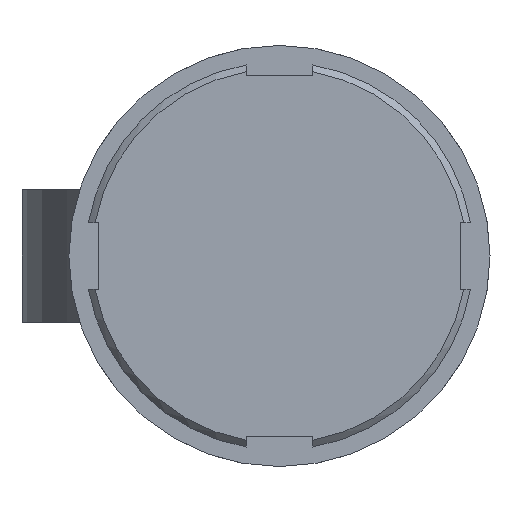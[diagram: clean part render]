
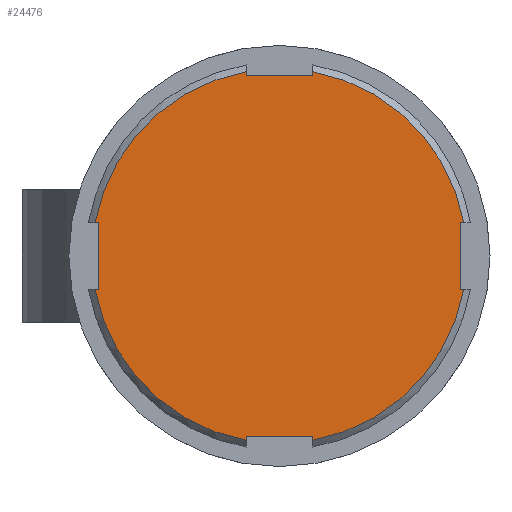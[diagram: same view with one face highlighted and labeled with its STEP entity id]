
A CAD part, left-side view. The second image highlights one B-rep face of the part: STEP entity #24476.
In plain terms, the highlighted face is planar.
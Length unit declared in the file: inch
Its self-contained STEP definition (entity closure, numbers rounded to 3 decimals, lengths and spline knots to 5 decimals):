
#233 = CARTESIAN_POINT ( 'NONE',  ( -0.05, 0., -0.422 ) ) ;
#360 = CARTESIAN_POINT ( 'NONE',  ( -0.2725, 0.05, -0.422 ) ) ;
#432 = EDGE_CURVE ( 'NONE', #2757, #6827, #4247, .T. ) ;
#497 = VERTEX_POINT ( 'NONE', #32405 ) ;
#663 = AXIS2_PLACEMENT_3D ( 'NONE', #12683, #14880, #17714 ) ;
#1610 = VERTEX_POINT ( 'NONE', #2160 ) ;
#1848 = CARTESIAN_POINT ( 'NONE',  ( 0., -0.05, -0.422 ) ) ;
#2160 = CARTESIAN_POINT ( 'NONE',  ( 0.05, -0.27804, -0.422 ) ) ;
#2180 = CIRCLE ( 'NONE', #23862, 0.2825 ) ;
#2269 = VECTOR ( 'NONE', #12934, 39.37008 ) ;
#2603 = VECTOR ( 'NONE', #4903, 39.37008 ) ;
#2757 = VERTEX_POINT ( 'NONE', #6688 ) ;
#2996 = LINE ( 'NONE', #16243, #28889 ) ;
#3079 = VECTOR ( 'NONE', #22680, 39.37008 ) ;
#3205 = EDGE_CURVE ( 'NONE', #28790, #6664, #2180, .T. ) ;
#3255 = EDGE_CURVE ( 'NONE', #6827, #497, #32007, .T. ) ;
#3272 = ORIENTED_EDGE ( 'NONE', *, *, #26860, .T. ) ;
#3301 = DIRECTION ( 'NONE',  ( 0., 0., 1. ) ) ;
#3536 = CARTESIAN_POINT ( 'NONE',  ( -0.05, -0.27804, -0.422 ) ) ;
#3735 = LINE ( 'NONE', #17973, #4917 ) ;
#3777 = VERTEX_POINT ( 'NONE', #14392 ) ;
#3929 = LINE ( 'NONE', #233, #32203 ) ;
#4123 = CARTESIAN_POINT ( 'NONE',  ( 0.2725, -0.05, -0.422 ) ) ;
#4159 = ORIENTED_EDGE ( 'NONE', *, *, #26722, .T. ) ;
#4247 = LINE ( 'NONE', #15958, #3079 ) ;
#4454 = DIRECTION ( 'NONE',  ( 0., 0., 1. ) ) ;
#4903 = DIRECTION ( 'NONE',  ( -1., 0., 0. ) ) ;
#4917 = VECTOR ( 'NONE', #15556, 39.37008 ) ;
#5440 = VERTEX_POINT ( 'NONE', #11510 ) ;
#5669 = AXIS2_PLACEMENT_3D ( 'NONE', #9740, #4454, #12228 ) ;
#6139 = ORIENTED_EDGE ( 'NONE', *, *, #28369, .T. ) ;
#6664 = VERTEX_POINT ( 'NONE', #21242 ) ;
#6688 = CARTESIAN_POINT ( 'NONE',  ( 0.27804, -0.05, -0.422 ) ) ;
#6773 = PLANE ( 'NONE',  #24308 ) ;
#6827 = VERTEX_POINT ( 'NONE', #4123 ) ;
#7076 = EDGE_CURVE ( 'NONE', #29101, #30287, #15670, .T. ) ;
#7817 = ORIENTED_EDGE ( 'NONE', *, *, #24879, .T. ) ;
#8104 = ORIENTED_EDGE ( 'NONE', *, *, #26445, .T. ) ;
#8332 = EDGE_CURVE ( 'NONE', #5440, #3777, #26870, .T. ) ;
#8611 = EDGE_CURVE ( 'NONE', #18342, #29101, #23335, .T. ) ;
#9371 = CARTESIAN_POINT ( 'NONE',  ( -0.2725, 0., -0.422 ) ) ;
#9740 = CARTESIAN_POINT ( 'NONE',  ( 0., 0., -0.422 ) ) ;
#10024 = CARTESIAN_POINT ( 'NONE',  ( 0.05, 0., -0.422 ) ) ;
#10230 = LINE ( 'NONE', #9371, #20418 ) ;
#10814 = AXIS2_PLACEMENT_3D ( 'NONE', #15795, #3301, #23497 ) ;
#11033 = ORIENTED_EDGE ( 'NONE', *, *, #3255, .T. ) ;
#11146 = CARTESIAN_POINT ( 'NONE',  ( -0.05, -0.2725, -0.422 ) ) ;
#11155 = ORIENTED_EDGE ( 'NONE', *, *, #8611, .T. ) ;
#11166 = ORIENTED_EDGE ( 'NONE', *, *, #29335, .T. ) ;
#11510 = CARTESIAN_POINT ( 'NONE',  ( 0.05, 0.2725, -0.422 ) ) ;
#11717 = DIRECTION ( 'NONE',  ( 1., 0., 0. ) ) ;
#11852 = CARTESIAN_POINT ( 'NONE',  ( -0.05, 0.27804, -0.422 ) ) ;
#12155 = VERTEX_POINT ( 'NONE', #360 ) ;
#12228 = DIRECTION ( 'NONE',  ( 1., 0., 0. ) ) ;
#12668 = DIRECTION ( 'NONE',  ( 0., -1., 0. ) ) ;
#12683 = CARTESIAN_POINT ( 'NONE',  ( 0., 0., -0.422 ) ) ;
#12934 = DIRECTION ( 'NONE',  ( 0., -1., 0. ) ) ;
#13225 = CARTESIAN_POINT ( 'NONE',  ( 0.05, -0.2725, -0.422 ) ) ;
#13438 = VECTOR ( 'NONE', #29717, 39.37008 ) ;
#13493 = VECTOR ( 'NONE', #20730, 39.37008 ) ;
#13639 = CIRCLE ( 'NONE', #5669, 0.2825 ) ;
#13723 = CARTESIAN_POINT ( 'NONE',  ( -0.2725, -0.05, -0.422 ) ) ;
#13881 = CARTESIAN_POINT ( 'NONE',  ( 0., 0., -0.422 ) ) ;
#14392 = CARTESIAN_POINT ( 'NONE',  ( -0.05, 0.2725, -0.422 ) ) ;
#14880 = DIRECTION ( 'NONE',  ( 0., 0., 1. ) ) ;
#15397 = VERTEX_POINT ( 'NONE', #19921 ) ;
#15449 = FACE_OUTER_BOUND ( 'NONE', #16073, .T. ) ;
#15486 = DIRECTION ( 'NONE',  ( 0., 1., 0. ) ) ;
#15556 = DIRECTION ( 'NONE',  ( 1., 0., 0. ) ) ;
#15587 = ORIENTED_EDGE ( 'NONE', *, *, #24180, .T. ) ;
#15670 = LINE ( 'NONE', #22661, #19234 ) ;
#15673 = ORIENTED_EDGE ( 'NONE', *, *, #7076, .T. ) ;
#15795 = CARTESIAN_POINT ( 'NONE',  ( 0., 0., -0.422 ) ) ;
#15861 = ORIENTED_EDGE ( 'NONE', *, *, #21515, .T. ) ;
#15958 = CARTESIAN_POINT ( 'NONE',  ( 0., -0.05, -0.422 ) ) ;
#16073 = EDGE_LOOP ( 'NONE', ( #6139, #15861, #28663, #23428, #15587, #25569, #7817, #11166, #28826, #11155, #15673, #4159, #3272, #8104, #20241, #11033 ) ) ;
#16243 = CARTESIAN_POINT ( 'NONE',  ( 0., -0.2725, -0.422 ) ) ;
#16631 = EDGE_CURVE ( 'NONE', #15397, #5440, #20896, .T. ) ;
#16918 = DIRECTION ( 'NONE',  ( 0., -1., 0. ) ) ;
#17003 = CIRCLE ( 'NONE', #10814, 0.2825 ) ;
#17277 = CARTESIAN_POINT ( 'NONE',  ( 0., 0.05, -0.422 ) ) ;
#17714 = DIRECTION ( 'NONE',  ( 0., -1., 0. ) ) ;
#17968 = VERTEX_POINT ( 'NONE', #13723 ) ;
#17973 = CARTESIAN_POINT ( 'NONE',  ( 0., 0.05, -0.422 ) ) ;
#18175 = CARTESIAN_POINT ( 'NONE',  ( -0.27804, -0.05, -0.422 ) ) ;
#18342 = VERTEX_POINT ( 'NONE', #18175 ) ;
#19234 = VECTOR ( 'NONE', #15486, 39.37008 ) ;
#19707 = CARTESIAN_POINT ( 'NONE',  ( 0., 0., -0.422 ) ) ;
#19899 = VERTEX_POINT ( 'NONE', #13225 ) ;
#19921 = CARTESIAN_POINT ( 'NONE',  ( 0.05, 0.27804, -0.422 ) ) ;
#20020 = CARTESIAN_POINT ( 'NONE',  ( 0.2725, 0., -0.422 ) ) ;
#20241 = ORIENTED_EDGE ( 'NONE', *, *, #432, .T. ) ;
#20418 = VECTOR ( 'NONE', #16918, 39.37008 ) ;
#20586 = DIRECTION ( 'NONE',  ( 0., 1., 0. ) ) ;
#20730 = DIRECTION ( 'NONE',  ( -1., 0., 0. ) ) ;
#20896 = LINE ( 'NONE', #32252, #13438 ) ;
#20963 = DIRECTION ( 'NONE',  ( 1., 0., 0. ) ) ;
#21242 = CARTESIAN_POINT ( 'NONE',  ( -0.27804, 0.05, -0.422 ) ) ;
#21515 = EDGE_CURVE ( 'NONE', #27949, #15397, #17003, .T. ) ;
#22545 = VECTOR ( 'NONE', #27140, 39.37008 ) ;
#22661 = CARTESIAN_POINT ( 'NONE',  ( -0.05, 0., -0.422 ) ) ;
#22680 = DIRECTION ( 'NONE',  ( -1., 0., 0. ) ) ;
#23335 = CIRCLE ( 'NONE', #663, 0.2825 ) ;
#23418 = LINE ( 'NONE', #1848, #2603 ) ;
#23428 = ORIENTED_EDGE ( 'NONE', *, *, #8332, .T. ) ;
#23497 = DIRECTION ( 'NONE',  ( 1., 0., 0. ) ) ;
#23862 = AXIS2_PLACEMENT_3D ( 'NONE', #19707, #27586, #12668 ) ;
#24180 = EDGE_CURVE ( 'NONE', #3777, #28790, #3929, .T. ) ;
#24308 = AXIS2_PLACEMENT_3D ( 'NONE', #13881, #26845, #11717 ) ;
#24476 = ADVANCED_FACE ( 'NONE', ( #15449 ), #6773, .T. ) ;
#24879 = EDGE_CURVE ( 'NONE', #6664, #12155, #31971, .T. ) ;
#25077 = DIRECTION ( 'NONE',  ( 0., 1., 0. ) ) ;
#25569 = ORIENTED_EDGE ( 'NONE', *, *, #3205, .T. ) ;
#26445 = EDGE_CURVE ( 'NONE', #1610, #2757, #13639, .T. ) ;
#26691 = CARTESIAN_POINT ( 'NONE',  ( 0.27804, 0.05, -0.422 ) ) ;
#26722 = EDGE_CURVE ( 'NONE', #30287, #19899, #2996, .T. ) ;
#26845 = DIRECTION ( 'NONE',  ( 0., 0., 1. ) ) ;
#26860 = EDGE_CURVE ( 'NONE', #19899, #1610, #29736, .T. ) ;
#26870 = LINE ( 'NONE', #28288, #13493 ) ;
#27140 = DIRECTION ( 'NONE',  ( 1., 0., 0. ) ) ;
#27286 = VECTOR ( 'NONE', #25077, 39.37008 ) ;
#27486 = EDGE_CURVE ( 'NONE', #17968, #18342, #23418, .T. ) ;
#27586 = DIRECTION ( 'NONE',  ( 0., 0., 1. ) ) ;
#27949 = VERTEX_POINT ( 'NONE', #26691 ) ;
#28288 = CARTESIAN_POINT ( 'NONE',  ( 0., 0.2725, -0.422 ) ) ;
#28369 = EDGE_CURVE ( 'NONE', #497, #27949, #3735, .T. ) ;
#28663 = ORIENTED_EDGE ( 'NONE', *, *, #16631, .T. ) ;
#28790 = VERTEX_POINT ( 'NONE', #11852 ) ;
#28826 = ORIENTED_EDGE ( 'NONE', *, *, #27486, .T. ) ;
#28889 = VECTOR ( 'NONE', #20963, 39.37008 ) ;
#29101 = VERTEX_POINT ( 'NONE', #3536 ) ;
#29335 = EDGE_CURVE ( 'NONE', #12155, #17968, #10230, .T. ) ;
#29717 = DIRECTION ( 'NONE',  ( 0., -1., 0. ) ) ;
#29736 = LINE ( 'NONE', #10024, #2269 ) ;
#30287 = VERTEX_POINT ( 'NONE', #11146 ) ;
#31971 = LINE ( 'NONE', #17277, #22545 ) ;
#32007 = LINE ( 'NONE', #20020, #27286 ) ;
#32203 = VECTOR ( 'NONE', #20586, 39.37008 ) ;
#32252 = CARTESIAN_POINT ( 'NONE',  ( 0.05, 0., -0.422 ) ) ;
#32405 = CARTESIAN_POINT ( 'NONE',  ( 0.2725, 0.05, -0.422 ) ) ;
